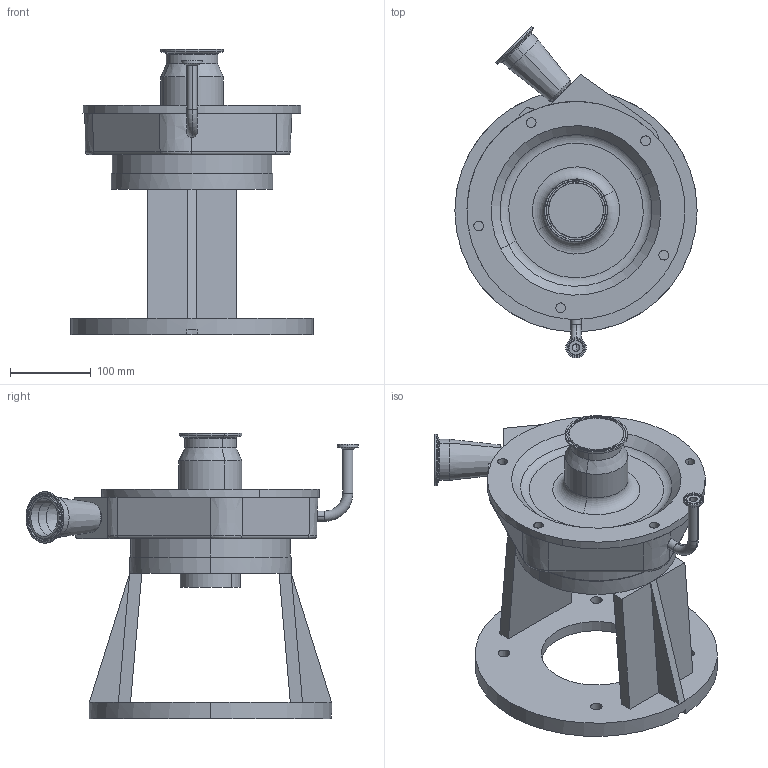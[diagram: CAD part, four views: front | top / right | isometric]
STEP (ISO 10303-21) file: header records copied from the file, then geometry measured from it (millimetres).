
FILE_DESCRIPTION (( 'STEP AP214' ), '1' );
FILE_NAME ('FPX 1741-1742 280TSC 45L 1-2 In ELBOW FRONT.STEP', '2022-12-16T15:54:45', ( '' ), ( '' ), 'SwSTEP 2.0', 'SolidWorks 2021', '' );
FILE_SCHEMA (( 'AUTOMOTIVE_DESIGN' ));
Length unit declared in the file: millimetre
Products named in the file (2): FPX 1741-1742 280TSC 45L 1-2 In ELBOW FRONT; FPX 1740 280TSC 45L 1-2 In ELBOW FRONT^1275000086.STEP
Assembly tree (1 placements, depth 2):
  FPX 1741-1742 280TSC 45L 1-2 In ELBOW FRONT
    FPX 1740 280TSC 45L 1-2 In ELBOW FRONT^1275000086.STEP
Bounding box: 300 x 411.06 x 353 mm (x, y, z)
Volume: 5231000.6 mm3; surface area: 616039.5 mm2
Topology: 1 solids, 6 shells, 262 faces, 576 edges, 352 vertices
Faces by surface type: cylinder 96, plane 81, torus 45, cone 38, sphere 1, bspline 1
Entity records: 7466 total; most frequent: DIRECTION 1432, CARTESIAN_POINT 1364, ORIENTED_EDGE 1152, AXIS2_PLACEMENT_3D 606, EDGE_CURVE 576, VERTEX_POINT 352, CIRCLE 341, EDGE_LOOP 300
